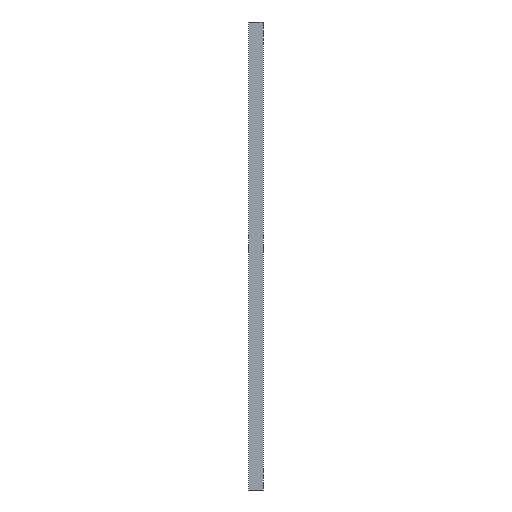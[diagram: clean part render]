
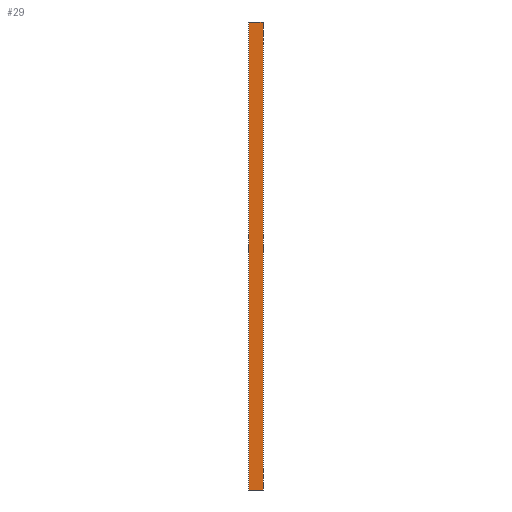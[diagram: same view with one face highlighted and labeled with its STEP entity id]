
A CAD part, left-side view. The second image highlights one B-rep face of the part: STEP entity #29.
In plain terms, the highlighted planar face has unit normal (-1, 0, 0).
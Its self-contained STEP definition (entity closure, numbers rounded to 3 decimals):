
#29=ADVANCED_FACE('',(#69),#711,.T.);
#69=FACE_OUTER_BOUND('',#115,.T.);
#115=EDGE_LOOP('',(#208,#209,#210,#211));
#208=ORIENTED_EDGE('',*,*,#415,.T.);
#209=ORIENTED_EDGE('',*,*,#386,.F.);
#210=ORIENTED_EDGE('',*,*,#416,.T.);
#211=ORIENTED_EDGE('',*,*,#400,.F.);
#386=EDGE_CURVE('',#614,#621,#536,.T.);
#400=EDGE_CURVE('',#628,#627,#550,.T.);
#415=EDGE_CURVE('',#628,#621,#565,.T.);
#416=EDGE_CURVE('',#614,#627,#566,.T.);
#536=B_SPLINE_CURVE_WITH_KNOTS('',1,(#1290,#1291,#1292),.UNSPECIFIED.,.F.,
 .F.,(2,1,2),(-89.,-87.126,-1.874),
 .UNSPECIFIED.);
#550=B_SPLINE_CURVE_WITH_KNOTS('',1,(#1321,#1322,#1323),.UNSPECIFIED.,.F.,
 .F.,(2,1,2),(-3025.778,-2940.525,-2938.651),
 .UNSPECIFIED.);
#565=B_SPLINE_CURVE_WITH_KNOTS('',1,(#1352,#1353),.UNSPECIFIED.,.F.,.F.,
(2,2),(304.501,3304.501),.UNSPECIFIED.);
#566=B_SPLINE_CURVE_WITH_KNOTS('',1,(#1354,#1355),.UNSPECIFIED.,.F.,.F.,
(2,2),(0.,3000.),.UNSPECIFIED.);
#614=VERTEX_POINT('',#1214);
#621=VERTEX_POINT('',#1221);
#627=VERTEX_POINT('',#1227);
#628=VERTEX_POINT('',#1228);
#711=PLANE('',#821);
#821=AXIS2_PLACEMENT_3D('',#871,#846,$);
#846=DIRECTION('',(-1.,0.,0.));
#871=CARTESIAN_POINT('',(-2.,-14.901,-1809.001));
#1214=CARTESIAN_POINT('',(-2.,95.,1500.));
#1221=CARTESIAN_POINT('',(-2.,2.,1500.));
#1227=CARTESIAN_POINT('',(-2.,95.,-1500.));
#1228=CARTESIAN_POINT('',(-2.,2.,-1500.));
#1290=CARTESIAN_POINT('',(-2.,95.,1500.));
#1291=CARTESIAN_POINT('',(-2.,93.,1500.));
#1292=CARTESIAN_POINT('',(-2.,2.,1500.));
#1321=CARTESIAN_POINT('',(-2.,2.,-1500.));
#1322=CARTESIAN_POINT('',(-2.,93.,-1500.));
#1323=CARTESIAN_POINT('',(-2.,95.,-1500.));
#1352=CARTESIAN_POINT('',(-2.,2.,-1500.));
#1353=CARTESIAN_POINT('',(-2.,2.,1500.));
#1354=CARTESIAN_POINT('',(-2.,95.,1500.));
#1355=CARTESIAN_POINT('',(-2.,95.,-1500.));
